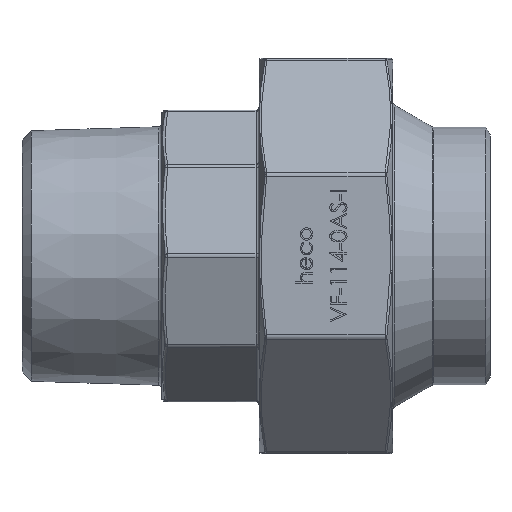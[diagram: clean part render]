
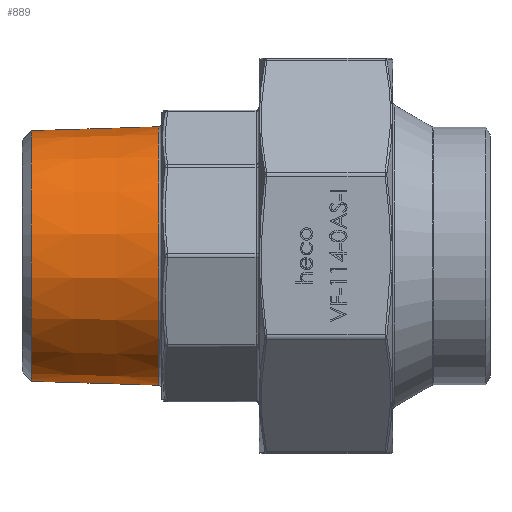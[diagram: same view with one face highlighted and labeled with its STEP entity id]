
A CAD part, top view. The second image highlights one B-rep face of the part: STEP entity #889.
In plain terms, the highlighted conical face has half-angle 1.779 degrees and reference radius 21.275 mm.
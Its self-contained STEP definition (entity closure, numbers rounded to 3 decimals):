
#164 = DIRECTION ( 'NONE',  ( 1., 0., 0. ) ) ;
#431 = EDGE_CURVE ( 'NONE', #6800, #6800, #9173, .T. ) ;
#889 = ADVANCED_FACE ( 'NONE', ( #8794, #12828 ), #6506, .T. ) ;
#1560 = DIRECTION ( 'NONE',  ( 0., 1., 0. ) ) ;
#1815 = ORIENTED_EDGE ( 'NONE', *, *, #7733, .T. ) ;
#3191 = DIRECTION ( 'NONE',  ( 0., 1., 0. ) ) ;
#4229 = CARTESIAN_POINT ( 'NONE',  ( -29.484, 21.26, 0. ) ) ;
#5847 = CARTESIAN_POINT ( 'NONE',  ( -29.484, 0., 0. ) ) ;
#5884 = VERTEX_POINT ( 'NONE', #4229 ) ;
#5934 = AXIS2_PLACEMENT_3D ( 'NONE', #14091, #164, #1560 ) ;
#6262 = ORIENTED_EDGE ( 'NONE', *, *, #431, .T. ) ;
#6506 = CONICAL_SURFACE ( 'NONE', #5934, 21.275, 0.031 ) ;
#6800 = VERTEX_POINT ( 'NONE', #10990 ) ;
#6899 = DIRECTION ( 'NONE',  ( 1., 0., 0. ) ) ;
#7733 = EDGE_CURVE ( 'NONE', #5884, #5884, #12537, .T. ) ;
#8794 = FACE_OUTER_BOUND ( 'NONE', #13233, .T. ) ;
#9173 = CIRCLE ( 'NONE', #9735, 20.608 ) ;
#9632 = DIRECTION ( 'NONE',  ( 0., 1., 0. ) ) ;
#9735 = AXIS2_PLACEMENT_3D ( 'NONE', #12295, #6899, #9632 ) ;
#10990 = CARTESIAN_POINT ( 'NONE',  ( -50.473, 20.608, 0. ) ) ;
#12295 = CARTESIAN_POINT ( 'NONE',  ( -50.473, 0., 0. ) ) ;
#12537 = CIRCLE ( 'NONE', #16329, 21.26 ) ;
#12660 = EDGE_LOOP ( 'NONE', ( #6262 ) ) ;
#12828 = FACE_BOUND ( 'NONE', #12660, .T. ) ;
#13233 = EDGE_LOOP ( 'NONE', ( #1815 ) ) ;
#14091 = CARTESIAN_POINT ( 'NONE',  ( -29., 0., 0. ) ) ;
#15811 = DIRECTION ( 'NONE',  ( -1., 0., 0. ) ) ;
#16329 = AXIS2_PLACEMENT_3D ( 'NONE', #5847, #15811, #3191 ) ;
